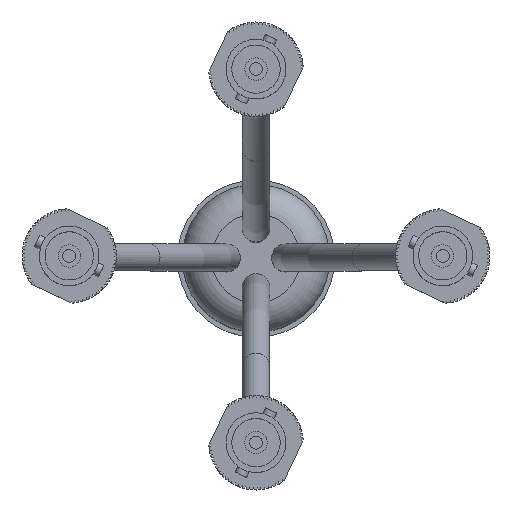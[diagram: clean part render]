
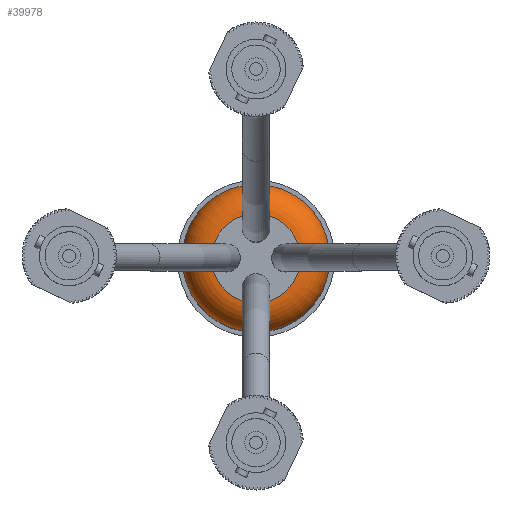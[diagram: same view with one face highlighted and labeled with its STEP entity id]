
A CAD part, top view. The second image highlights one B-rep face of the part: STEP entity #39978.
In plain terms, the highlighted toroidal (fillet/blend) face has major radius 7.176 mm and minor radius 4.763 mm.
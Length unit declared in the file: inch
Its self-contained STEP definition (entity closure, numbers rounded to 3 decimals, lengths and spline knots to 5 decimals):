
#6091=TOROIDAL_SURFACE('',#44549,0.2825,0.1875);
#6372=FACE_BOUND('',#10515,.T.);
#8054=FACE_OUTER_BOUND('',#10514,.T.);
#10514=EDGE_LOOP('',(#31959));
#10515=EDGE_LOOP('',(#31960));
#13602=CIRCLE('',#44548,0.47);
#13603=CIRCLE('',#44550,0.2825);
#16436=VERTEX_POINT('',#83677);
#16437=VERTEX_POINT('',#83680);
#21663=EDGE_CURVE('',#16436,#16436,#13602,.T.);
#21664=EDGE_CURVE('',#16437,#16437,#13603,.T.);
#31959=ORIENTED_EDGE('',*,*,#21664,.F.);
#31960=ORIENTED_EDGE('',*,*,#21663,.T.);
#39978=ADVANCED_FACE('',(#8054,#6372),#6091,.T.);
#44548=AXIS2_PLACEMENT_3D('',#83678,#54207,#54208);
#44549=AXIS2_PLACEMENT_3D('',#83679,#54209,#54210);
#44550=AXIS2_PLACEMENT_3D('',#83681,#54211,#54212);
#54207=DIRECTION('center_axis',(0.,0.,
1.));
#54208=DIRECTION('ref_axis',(-0.643,0.766,0.));
#54209=DIRECTION('center_axis',(0.,0.,
1.));
#54210=DIRECTION('ref_axis',(-0.766,-0.643,0.));
#54211=DIRECTION('center_axis',(0.,0.,
1.));
#54212=DIRECTION('ref_axis',(-0.643,0.766,0.));
#83677=CARTESIAN_POINT('',(-0.30224,0.35993,1.0025));
#83678=CARTESIAN_POINT('Origin',(0.,0.,
1.0025));
#83679=CARTESIAN_POINT('Origin',(0.,0.,
1.0025));
#83680=CARTESIAN_POINT('',(-0.18166,0.21634,1.19));
#83681=CARTESIAN_POINT('Origin',(0.,0.,
1.19));
